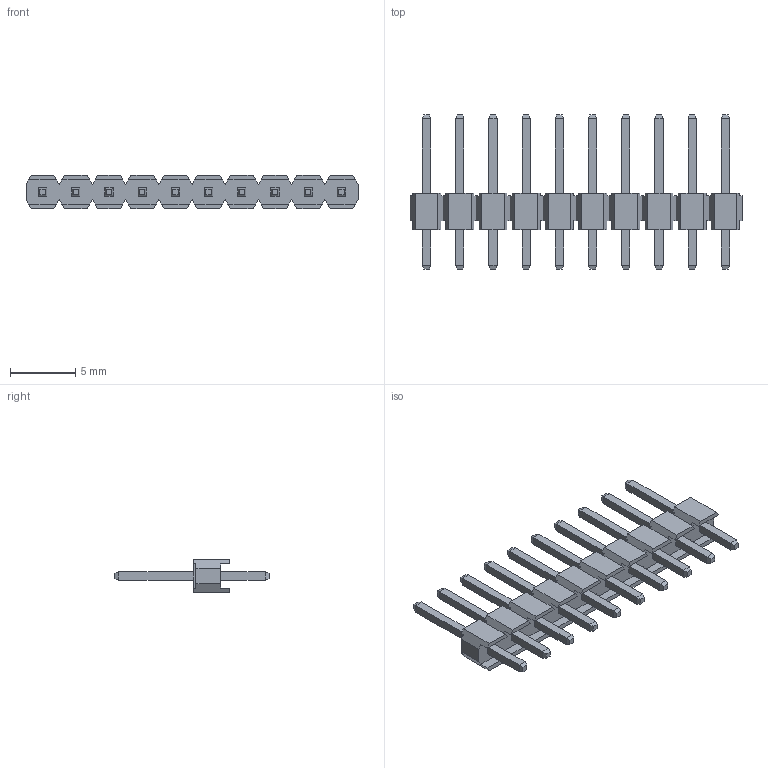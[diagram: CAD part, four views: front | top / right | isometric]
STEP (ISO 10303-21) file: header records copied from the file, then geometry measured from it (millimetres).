
FILE_DESCRIPTION (( 'STEP AP214' ), '1' );
FILE_NAME ('PLS-10.STEP', '2011-05-17T11:14:27', ( 'vpeshkov' ), ( 'licard' ), 'SwSTEP 2.0', 'SolidWorks 2009', '' );
FILE_SCHEMA (( 'AUTOMOTIVE_DESIGN' ));
Length unit declared in the file: millimetre
Products named in the file (1): PLS-10
Bounding box: 25.4 x 11.8 x 2.54 mm (x, y, z)
Volume: 171 mm3; surface area: 574.2 mm2
Topology: 1 solids, 1 shells, 324 faces, 826 edges, 524 vertices
Faces by surface type: plane 324
Entity records: 11484 total; most frequent: CARTESIAN_POINT 1675, ORIENTED_EDGE 1652, DIRECTION 1476, VECTOR 826, LINE 826, EDGE_CURVE 826, VERTEX_POINT 524, EDGE_LOOP 344
